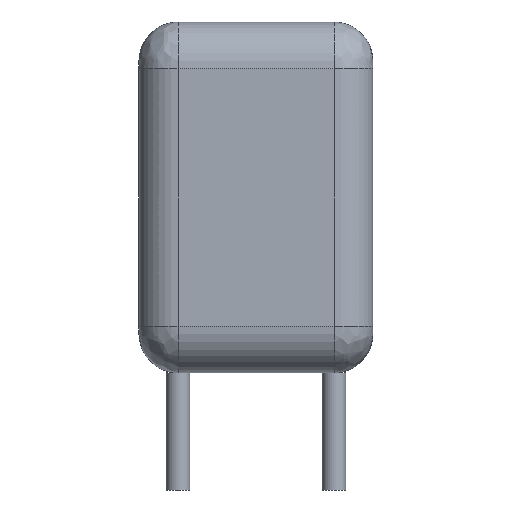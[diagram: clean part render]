
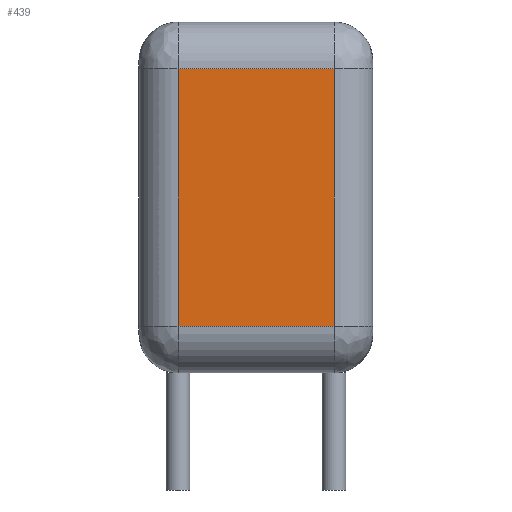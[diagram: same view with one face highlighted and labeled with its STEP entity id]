
A CAD part, front view. The second image highlights one B-rep face of the part: STEP entity #439.
In plain terms, the highlighted planar face has unit normal (0, -1, 0).
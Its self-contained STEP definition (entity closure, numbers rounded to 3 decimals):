
#31=PLANE('',#503);
#51=FACE_OUTER_BOUND('',#83,.T.);
#83=EDGE_LOOP('',(#331,#332,#333,#334));
#107=LINE('',#759,#133);
#111=LINE('',#780,#137);
#112=LINE('',#782,#138);
#113=LINE('',#783,#139);
#133=VECTOR('',#593,10.);
#137=VECTOR('',#607,10.);
#138=VECTOR('',#608,10.);
#139=VECTOR('',#609,10.);
#204=VERTEX_POINT('',#751);
#206=VERTEX_POINT('',#757);
#209=VERTEX_POINT('',#779);
#210=VERTEX_POINT('',#781);
#248=EDGE_CURVE('',#206,#204,#107,.T.);
#255=EDGE_CURVE('',#209,#206,#111,.T.);
#256=EDGE_CURVE('',#210,#209,#112,.T.);
#257=EDGE_CURVE('',#204,#210,#113,.T.);
#331=ORIENTED_EDGE('',*,*,#248,.F.);
#332=ORIENTED_EDGE('',*,*,#255,.F.);
#333=ORIENTED_EDGE('',*,*,#256,.F.);
#334=ORIENTED_EDGE('',*,*,#257,.F.);
#439=ADVANCED_FACE('',(#51),#31,.T.);
#503=AXIS2_PLACEMENT_3D('',#778,#605,#606);
#593=DIRECTION('',(0.,0.,-1.));
#605=DIRECTION('center_axis',(0.,-1.,0.));
#606=DIRECTION('ref_axis',(1.,0.,0.));
#607=DIRECTION('',(1.,0.,0.));
#608=DIRECTION('',(0.,0.,1.));
#609=DIRECTION('',(-1.,0.,0.));
#751=CARTESIAN_POINT('',(4.,-1.5,4.2));
#757=CARTESIAN_POINT('',(4.,-1.5,10.8));
#759=CARTESIAN_POINT('',(4.,-1.5,3.));
#778=CARTESIAN_POINT('Origin',(-1.,-1.5,3.));
#779=CARTESIAN_POINT('',(0.,-1.5,10.8));
#780=CARTESIAN_POINT('',(0.5,-1.5,10.8));
#781=CARTESIAN_POINT('',(0.,-1.5,4.2));
#782=CARTESIAN_POINT('',(0.,-1.5,3.));
#783=CARTESIAN_POINT('',(0.5,-1.5,4.2));
